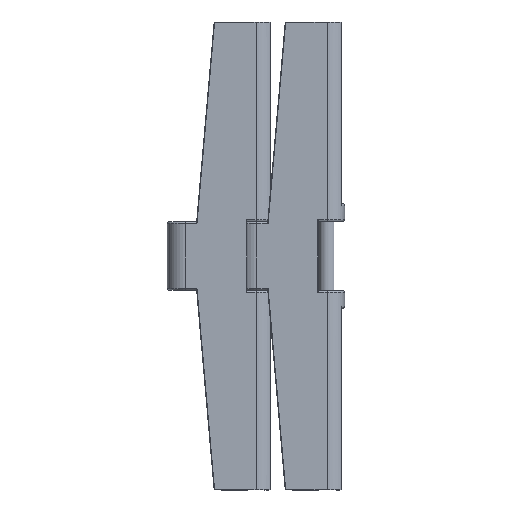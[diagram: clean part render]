
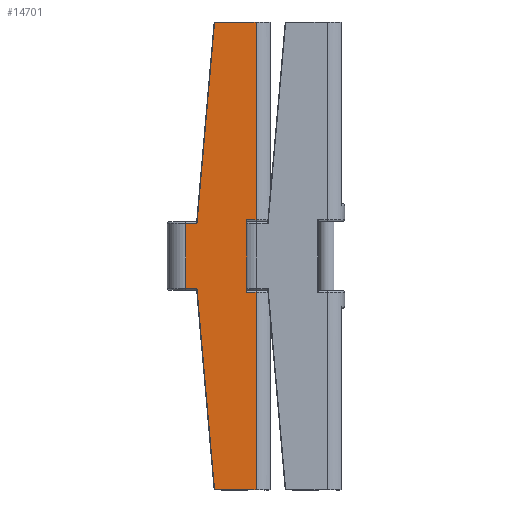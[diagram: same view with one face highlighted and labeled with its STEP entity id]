
A CAD part, top view. The second image highlights one B-rep face of the part: STEP entity #14701.
In plain terms, the highlighted planar face has unit normal (0, 0, 1).
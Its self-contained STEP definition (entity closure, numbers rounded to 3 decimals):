
#335=PLANE('',#15749);
#878=FACE_OUTER_BOUND('',#1801,.T.);
#1801=EDGE_LOOP('',(#10196,#10197,#10198,#10199,#10200,#10201,#10202,#10203,
#10204,#10205,#10206,#10207));
#2715=LINE('',#21383,#3963);
#2719=LINE('',#21395,#3967);
#2725=LINE('',#21503,#3973);
#2841=LINE('',#22178,#4089);
#2842=LINE('',#22179,#4090);
#2843=LINE('',#22181,#4091);
#2844=LINE('',#22183,#4092);
#2845=LINE('',#22184,#4093);
#2846=LINE('',#22186,#4094);
#2847=LINE('',#22188,#4095);
#2848=LINE('',#22189,#4096);
#2849=LINE('',#22190,#4097);
#3963=VECTOR('',#17147,107.);
#3967=VECTOR('',#17159,107.);
#3973=VECTOR('',#17207,35.);
#4089=VECTOR('',#17511,39.5);
#4090=VECTOR('',#17512,5.152);
#4091=VECTOR('',#17513,22.496);
#4092=VECTOR('',#17514,109.667);
#4093=VECTOR('',#17515,6.045);
#4094=VECTOR('',#17516,6.045);
#4095=VECTOR('',#17517,109.667);
#4096=VECTOR('',#17518,22.496);
#4097=VECTOR('',#17519,5.152);
#6182=VERTEX_POINT('',#21342);
#6186=VERTEX_POINT('',#21351);
#6199=VERTEX_POINT('',#21380);
#6200=VERTEX_POINT('',#21382);
#6204=VERTEX_POINT('',#21394);
#6220=VERTEX_POINT('',#21463);
#6394=VERTEX_POINT('',#22176);
#6395=VERTEX_POINT('',#22177);
#6396=VERTEX_POINT('',#22180);
#6397=VERTEX_POINT('',#22182);
#6398=VERTEX_POINT('',#22185);
#6399=VERTEX_POINT('',#22187);
#7611=EDGE_CURVE('',#6199,#6200,#2715,.T.);
#7617=EDGE_CURVE('',#6186,#6204,#2719,.T.);
#7647=EDGE_CURVE('',#6220,#6182,#2725,.T.);
#7845=EDGE_CURVE('',#6394,#6395,#2841,.T.);
#7846=EDGE_CURVE('',#6395,#6200,#2842,.T.);
#7847=EDGE_CURVE('',#6199,#6396,#2843,.T.);
#7848=EDGE_CURVE('',#6396,#6397,#2844,.T.);
#7849=EDGE_CURVE('',#6397,#6220,#2845,.T.);
#7850=EDGE_CURVE('',#6182,#6398,#2846,.T.);
#7851=EDGE_CURVE('',#6398,#6399,#2847,.T.);
#7852=EDGE_CURVE('',#6399,#6204,#2848,.T.);
#7853=EDGE_CURVE('',#6186,#6394,#2849,.T.);
#10196=ORIENTED_EDGE('',*,*,#7845,.T.);
#10197=ORIENTED_EDGE('',*,*,#7846,.T.);
#10198=ORIENTED_EDGE('',*,*,#7611,.F.);
#10199=ORIENTED_EDGE('',*,*,#7847,.T.);
#10200=ORIENTED_EDGE('',*,*,#7848,.T.);
#10201=ORIENTED_EDGE('',*,*,#7849,.T.);
#10202=ORIENTED_EDGE('',*,*,#7647,.T.);
#10203=ORIENTED_EDGE('',*,*,#7850,.T.);
#10204=ORIENTED_EDGE('',*,*,#7851,.T.);
#10205=ORIENTED_EDGE('',*,*,#7852,.T.);
#10206=ORIENTED_EDGE('',*,*,#7617,.F.);
#10207=ORIENTED_EDGE('',*,*,#7853,.T.);
#14701=ADVANCED_FACE('',(#878),#335,.F.);
#15749=AXIS2_PLACEMENT_3D('',#22175,#17509,#17510);
#17147=DIRECTION('',(0.,-1.,0.));
#17159=DIRECTION('',(0.,-1.,0.));
#17207=DIRECTION('',(0.,-1.,0.));
#17509=DIRECTION('center_axis',(0.,0.,-1.));
#17510=DIRECTION('ref_axis',(-1.,0.,0.));
#17511=DIRECTION('',(0.,1.,0.));
#17512=DIRECTION('',(1.,0.,0.));
#17513=DIRECTION('',(-1.,0.,0.));
#17514=DIRECTION('',(-0.087,-0.996,0.));
#17515=DIRECTION('',(-1.,0.,0.));
#17516=DIRECTION('',(1.,0.,0.));
#17517=DIRECTION('',(0.087,-0.996,0.));
#17518=DIRECTION('',(1.,0.,0.));
#17519=DIRECTION('',(-1.,0.,0.));
#21342=CARTESIAN_POINT('',(-76.7,-17.5,9.5));
#21351=CARTESIAN_POINT('',(-38.6,-19.75,9.5));
#21380=CARTESIAN_POINT('',(-38.6,126.75,9.5));
#21382=CARTESIAN_POINT('',(-38.6,19.75,9.5));
#21383=CARTESIAN_POINT('',(-38.6,126.75,9.5));
#21394=CARTESIAN_POINT('',(-38.6,-126.75,9.5));
#21395=CARTESIAN_POINT('',(-38.6,-19.75,9.5));
#21463=CARTESIAN_POINT('',(-76.7,17.5,9.5));
#21503=CARTESIAN_POINT('',(-76.7,17.5,9.5));
#22175=CARTESIAN_POINT('Origin',(-38.6,28.3,9.5));
#22176=CARTESIAN_POINT('',(-43.751,-19.75,9.5));
#22177=CARTESIAN_POINT('',(-43.751,19.75,9.5));
#22178=CARTESIAN_POINT('',(-43.751,-19.75,9.5));
#22179=CARTESIAN_POINT('',(-43.751,19.75,9.5));
#22180=CARTESIAN_POINT('',(-61.096,126.75,9.5));
#22181=CARTESIAN_POINT('',(-38.6,126.75,9.5));
#22182=CARTESIAN_POINT('',(-70.654,17.5,9.5));
#22183=CARTESIAN_POINT('',(-61.096,126.75,9.5));
#22184=CARTESIAN_POINT('',(-70.654,17.5,9.5));
#22185=CARTESIAN_POINT('',(-70.654,-17.5,9.5));
#22186=CARTESIAN_POINT('',(-76.7,-17.5,9.5));
#22187=CARTESIAN_POINT('',(-61.096,-126.75,9.5));
#22188=CARTESIAN_POINT('',(-70.654,-17.5,9.5));
#22189=CARTESIAN_POINT('',(-61.096,-126.75,9.5));
#22190=CARTESIAN_POINT('',(-38.6,-19.75,9.5));
